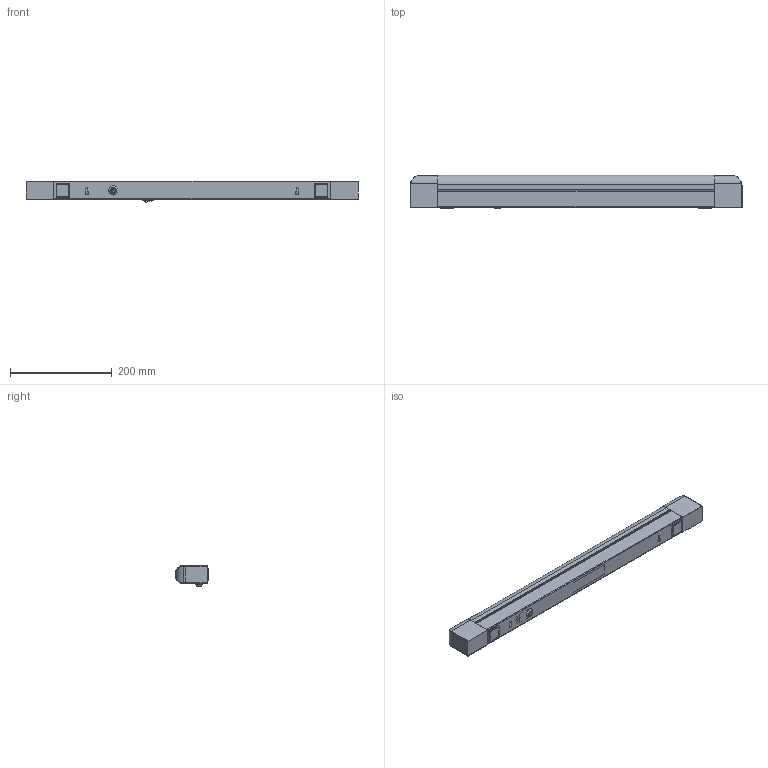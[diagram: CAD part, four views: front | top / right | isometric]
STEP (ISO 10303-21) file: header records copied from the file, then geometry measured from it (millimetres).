
FILE_DESCRIPTION (( 'STEP AP203' ), '1' );
FILE_NAME ('LLPO0-3011-1-18-K01 Ñâåòèëüíèê ËÏÎ3011 18Âò 230Â T8_G13 ÈÝÊ.STEP', '2017-07-04T11:47:33', ( '' ), ( '' ), 'SwSTEP 2.0', 'SolidWorks 2014', '' );
FILE_SCHEMA (( 'CONFIG_CONTROL_DESIGN' ));
Length unit declared in the file: millimetre
Products named in the file (1): LLPO0-3011-1-18-K01 Ñâåòèëüíèê ËÏÎ3011 18Âò 230Â T8_G13 ÈÝÊ
Bounding box: 654 x 66.02 x 42 mm (x, y, z)
Volume: 531213.2 mm3; surface area: 337417.4 mm2
Topology: 4 solids, 7 shells, 328 faces, 774 edges, 460 vertices
Faces by surface type: plane 197, cylinder 93, torus 16, bspline 12, sphere 8, cone 2
Full cylindrical faces by diameter (mm): 2 x1, 6.014 x1, 6.483 x1, 7.4 x1, 27 x1
Entity records: 10125 total; most frequent: CARTESIAN_POINT 2657, DIRECTION 1538, ORIENTED_EDGE 1498, EDGE_CURVE 749, VECTOR 518, LINE 518, AXIS2_PLACEMENT_3D 510, VERTEX_POINT 457
